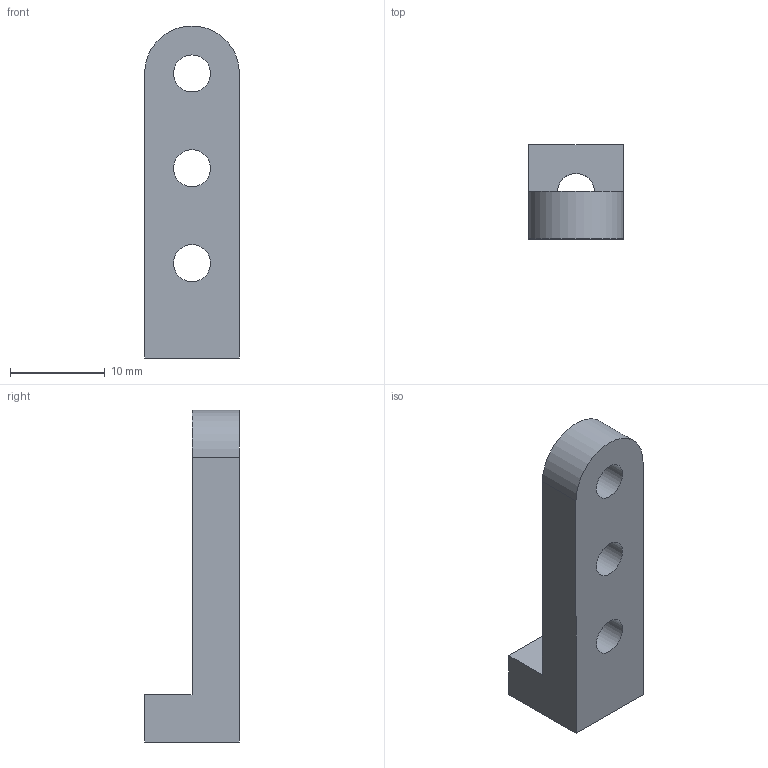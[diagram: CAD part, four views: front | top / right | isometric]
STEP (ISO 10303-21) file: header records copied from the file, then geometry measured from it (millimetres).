
FILE_DESCRIPTION(('Open CASCADE Model'),'2;1');
FILE_NAME('Open CASCADE Shape Model','2025-02-28T19:52:37',('Author'),( 'Open CASCADE'),'Open CASCADE STEP processor 7.8','Open CASCADE 7.8' ,'Unknown');
FILE_SCHEMA(('AUTOMOTIVE_DESIGN { 1 0 10303 214 1 1 1 1 }'));
Length unit declared in the file: millimetre
Products named in the file (1): Open CASCADE STEP translator 7.8 4
Bounding box: 10 x 10 x 35 mm (x, y, z)
Volume: 1692.5 mm3; surface area: 1424.1 mm2
Topology: 1 solids, 1 shells, 13 faces, 35 edges, 23 vertices
Faces by surface type: plane 8, cylinder 5
Full cylindrical faces by diameter (mm): 3.9 x4
Entity records: 897 total; most frequent: CARTESIAN_POINT 174, DIRECTION 132, LINE 75, VECTOR 75, ORIENTED_EDGE 70, PCURVE 70, DEFINITIONAL_REPRESENTATION 70, EDGE_CURVE 35
